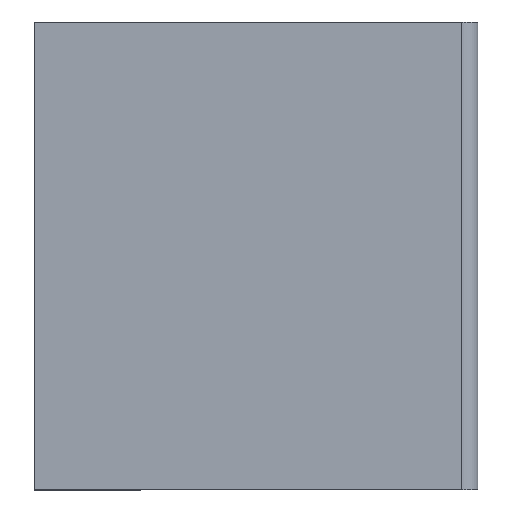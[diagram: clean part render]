
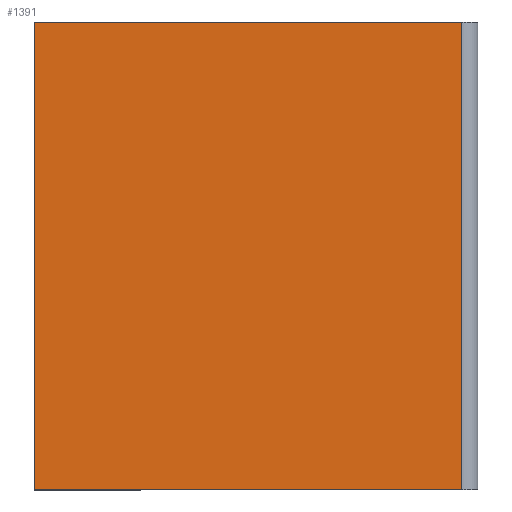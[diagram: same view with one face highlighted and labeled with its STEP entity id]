
A CAD part, top view. The second image highlights one B-rep face of the part: STEP entity #1391.
In plain terms, the highlighted planar face has unit normal (0, 0, 1).
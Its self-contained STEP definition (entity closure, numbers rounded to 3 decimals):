
#466=CARTESIAN_POINT('',(-9.5,10.,21.45));
#467=VERTEX_POINT('',#466);
#484=CARTESIAN_POINT('',(-9.5,-10.,21.45));
#485=VERTEX_POINT('',#484);
#492=CARTESIAN_POINT('',(-9.5,-10.,21.45));
#493=DIRECTION('',(0.0,1.0,0.0));
#494=VECTOR('',#493,20.);
#495=LINE('',#492,#494);
#496=EDGE_CURVE('',#485,#467,#495,.T.);
#1342=CARTESIAN_POINT('',(8.8,10.,21.45));
#1343=VERTEX_POINT('',#1342);
#1351=CARTESIAN_POINT('',(8.8,-10.0,21.45));
#1352=VERTEX_POINT('',#1351);
#1353=CARTESIAN_POINT('',(8.8,-10.0,21.45));
#1354=DIRECTION('',(0.0,1.0,0.0));
#1355=VECTOR('',#1354,20.);
#1356=LINE('',#1353,#1355);
#1357=EDGE_CURVE('',#1352,#1343,#1356,.T.);
#1370=CARTESIAN_POINT('',(8.8,-10.0,21.45));
#1371=DIRECTION('',(0.0,0.0,1.0));
#1372=DIRECTION('',(1.0,0.0,0.0));
#1373=AXIS2_PLACEMENT_3D('',#1370,#1371,#1372);
#1374=PLANE('',#1373);
#1375=CARTESIAN_POINT('',(8.8,10.0,21.45));
#1376=DIRECTION('',(-1.0,0.0,0.0));
#1377=VECTOR('',#1376,18.3);
#1378=LINE('',#1375,#1377);
#1379=EDGE_CURVE('',#1343,#467,#1378,.T.);
#1380=ORIENTED_EDGE('',*,*,#1379,.T.);
#1381=ORIENTED_EDGE('',*,*,#496,.F.);
#1382=CARTESIAN_POINT('',(-9.5,-10.,21.45));
#1383=DIRECTION('',(1.0,0.0,0.0));
#1384=VECTOR('',#1383,18.3);
#1385=LINE('',#1382,#1384);
#1386=EDGE_CURVE('',#485,#1352,#1385,.T.);
#1387=ORIENTED_EDGE('',*,*,#1386,.T.);
#1388=ORIENTED_EDGE('',*,*,#1357,.T.);
#1389=EDGE_LOOP('',(#1380,#1381,#1387,#1388));
#1390=FACE_OUTER_BOUND('',#1389,.T.);
#1391=ADVANCED_FACE('',(#1390),#1374,.T.);
